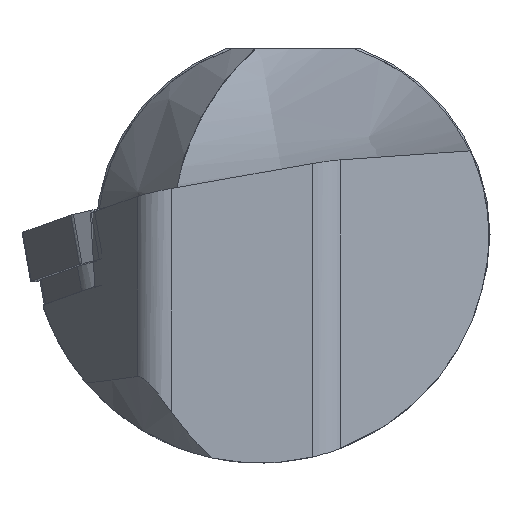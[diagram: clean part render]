
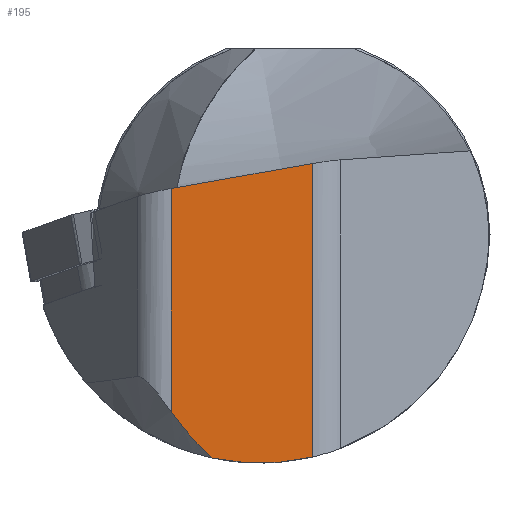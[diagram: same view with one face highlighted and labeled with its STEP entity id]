
A CAD part, left-side view. The second image highlights one B-rep face of the part: STEP entity #195.
In plain terms, the highlighted planar face has unit normal (-1, 0, 0).
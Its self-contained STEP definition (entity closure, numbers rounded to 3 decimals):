
#195=ADVANCED_FACE('',(#283),#250,.F.);
#250=PLANE('',#1215);
#283=FACE_OUTER_BOUND('',#342,.T.);
#342=EDGE_LOOP('',(#535,#536,#537,#538,#539));
#397=CIRCLE('',#1204,29.);
#400=CIRCLE('',#1214,38.837);
#451=B_SPLINE_CURVE_WITH_KNOTS('',3,(#1811,#1812,#1813,#1814),
 .UNSPECIFIED.,.F.,.F.,(4,4),(0.,1.),.UNSPECIFIED.);
#535=ORIENTED_EDGE('',*,*,#944,.T.);
#536=ORIENTED_EDGE('',*,*,#945,.F.);
#537=ORIENTED_EDGE('',*,*,#946,.F.);
#538=ORIENTED_EDGE('',*,*,#947,.T.);
#539=ORIENTED_EDGE('',*,*,#925,.F.);
#818=VERTEX_POINT('',#1694);
#819=VERTEX_POINT('',#1696);
#832=VERTEX_POINT('',#1810);
#833=VERTEX_POINT('',#1815);
#834=VERTEX_POINT('',#1817);
#925=EDGE_CURVE('',#818,#819,#397,.T.);
#944=EDGE_CURVE('',#818,#832,#1075,.T.);
#945=EDGE_CURVE('',#833,#832,#451,.T.);
#946=EDGE_CURVE('',#834,#833,#1076,.T.);
#947=EDGE_CURVE('',#834,#819,#400,.T.);
#1075=LINE('',#1809,#1144);
#1076=LINE('',#1816,#1145);
#1144=VECTOR('',#1371,1.);
#1145=VECTOR('',#1372,1.);
#1204=AXIS2_PLACEMENT_3D('',#1695,#1344,#1345);
#1214=AXIS2_PLACEMENT_3D('',#1818,#1373,#1374);
#1215=AXIS2_PLACEMENT_3D('',#1819,#1375,#1376);
#1344=DIRECTION('',(1.,0.,0.));
#1345=DIRECTION('',(0.,0.,-1.));
#1371=DIRECTION('',(0.,0.,1.));
#1372=DIRECTION('',(0.,0.,1.));
#1373=DIRECTION('',(-1.,0.,0.));
#1374=DIRECTION('',(0.,0.,-1.));
#1375=DIRECTION('',(1.,0.,0.));
#1376=DIRECTION('',(0.,0.,-1.));
#1694=CARTESIAN_POINT('',(-229.533,-20.379,-28.409));
#1695=CARTESIAN_POINT('',(-229.533,-13.706,-0.187));
#1696=CARTESIAN_POINT('',(-229.533,-7.551,-28.526));
#1809=CARTESIAN_POINT('',(-229.533,-20.379,519.752));
#1810=CARTESIAN_POINT('',(-229.533,-20.379,8.79));
#1811=CARTESIAN_POINT('',(-229.533,-2.414,5.622));
#1812=CARTESIAN_POINT('',(-229.533,-8.402,6.678));
#1813=CARTESIAN_POINT('',(-229.533,-14.391,7.735));
#1814=CARTESIAN_POINT('',(-229.533,-20.379,8.79));
#1815=CARTESIAN_POINT('',(-229.533,-2.414,5.622));
#1816=CARTESIAN_POINT('',(-229.533,-2.414,519.752));
#1817=CARTESIAN_POINT('',(-229.533,-2.414,-22.635));
#1818=CARTESIAN_POINT('',(-229.533,-34.106,-0.187));
#1819=CARTESIAN_POINT('',(-229.533,-15.356,-0.187));
